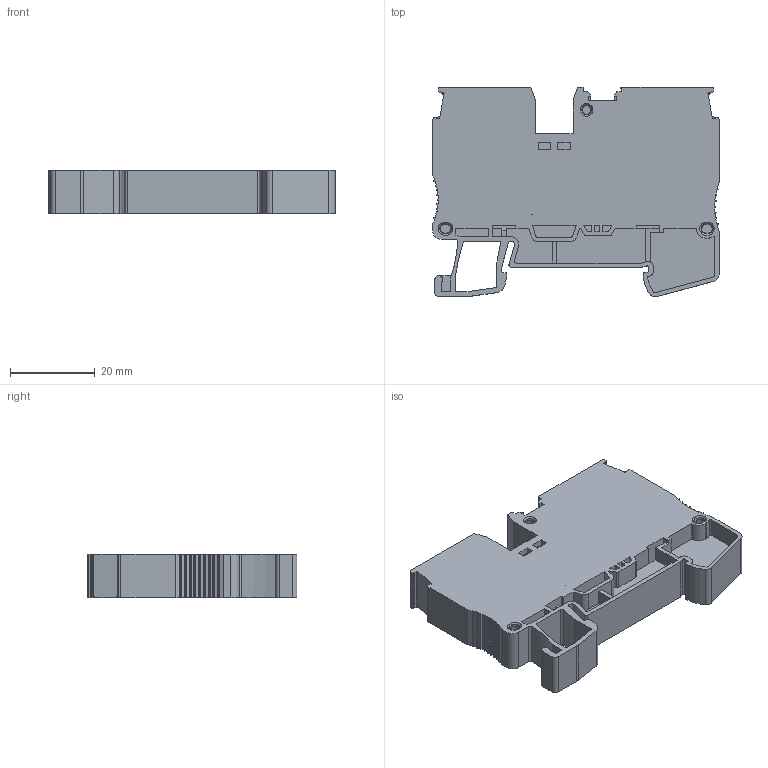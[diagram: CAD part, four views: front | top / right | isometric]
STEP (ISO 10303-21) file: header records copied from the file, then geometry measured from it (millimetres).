
FILE_DESCRIPTION((''),'2;1');
FILE_NAME('UJ6-10_ASM','2021-05-21T',('Administrator'),(''),'PRO/ENGINEER BY PARAMETRIC TECHNOLOGY CORPORATION, 2013230','PRO/ENGINEER BY PARAMETRIC TECHNOLOGY CORPORATION, 2013230','');
FILE_SCHEMA(('CONFIG_CONTROL_DESIGN'));
Length unit declared in the file: millimetre
Products named in the file (1): UJ6-10_ASM
Bounding box: 67.7 x 49.6 x 10.2 mm (x, y, z)
Volume: 19869.6 mm3; surface area: 14466.7 mm2
Topology: 1 solids, 1 shells, 723 faces, 2070 edges, 1367 vertices
Faces by surface type: plane 446, cylinder 222, cone 28, torus 22, sphere 3, bspline 2
Entity records: 24481 total; most frequent: CARTESIAN_POINT 4543, ORIENTED_EDGE 4126, DIRECTION 3990, EDGE_CURVE 2063, VECTOR 1448, LINE 1448, VERTEX_POINT 1367, AXIS2_PLACEMENT_3D 1271
